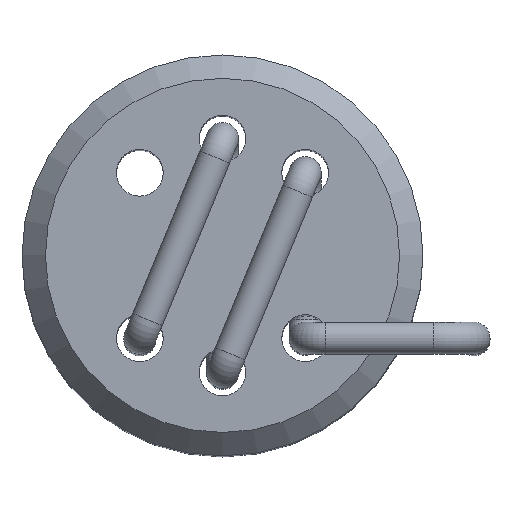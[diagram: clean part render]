
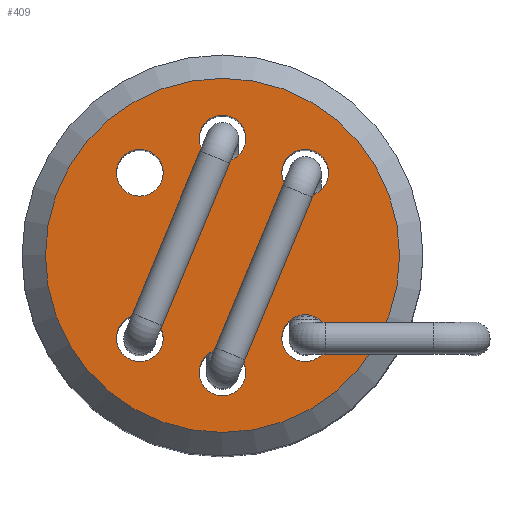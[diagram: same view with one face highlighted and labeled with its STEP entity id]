
A CAD part, top view. The second image highlights one B-rep face of the part: STEP entity #409.
In plain terms, the highlighted face is planar.
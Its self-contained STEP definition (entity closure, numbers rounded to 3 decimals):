
#35=PLANE('',#484);
#79=ORIENTED_EDGE('',*,*,#134,.F.);
#80=ORIENTED_EDGE('',*,*,#136,.F.);
#81=ORIENTED_EDGE('',*,*,#144,.F.);
#82=ORIENTED_EDGE('',*,*,#142,.F.);
#83=ORIENTED_EDGE('',*,*,#140,.F.);
#84=ORIENTED_EDGE('',*,*,#138,.F.);
#85=ORIENTED_EDGE('',*,*,#132,.T.);
#132=EDGE_CURVE('',#170,#170,#208,.T.);
#134=EDGE_CURVE('',#172,#172,#210,.T.);
#136=EDGE_CURVE('',#174,#174,#212,.T.);
#138=EDGE_CURVE('',#176,#176,#214,.T.);
#140=EDGE_CURVE('',#178,#178,#216,.T.);
#142=EDGE_CURVE('',#180,#180,#218,.T.);
#144=EDGE_CURVE('',#182,#182,#220,.T.);
#170=VERTEX_POINT('',#683);
#172=VERTEX_POINT('',#688);
#174=VERTEX_POINT('',#693);
#176=VERTEX_POINT('',#698);
#178=VERTEX_POINT('',#703);
#180=VERTEX_POINT('',#708);
#182=VERTEX_POINT('',#713);
#208=CIRCLE('',#460,2.65);
#210=CIRCLE('',#463,0.35);
#212=CIRCLE('',#466,0.35);
#214=CIRCLE('',#469,0.35);
#216=CIRCLE('',#472,0.35);
#218=CIRCLE('',#475,0.35);
#220=CIRCLE('',#478,0.35);
#269=EDGE_LOOP('',(#79));
#270=EDGE_LOOP('',(#80));
#271=EDGE_LOOP('',(#81));
#272=EDGE_LOOP('',(#82));
#273=EDGE_LOOP('',(#83));
#274=EDGE_LOOP('',(#84));
#275=EDGE_LOOP('',(#85));
#345=FACE_BOUND('',#269,.T.);
#346=FACE_BOUND('',#270,.T.);
#347=FACE_BOUND('',#271,.T.);
#348=FACE_BOUND('',#272,.T.);
#349=FACE_BOUND('',#273,.T.);
#350=FACE_BOUND('',#274,.T.);
#351=FACE_BOUND('',#275,.T.);
#409=ADVANCED_FACE('',(#345,#346,#347,#348,#349,#350,#351),#35,.T.);
#460=AXIS2_PLACEMENT_3D('',#682,#536,#537);
#463=AXIS2_PLACEMENT_3D('',#687,#542,#543);
#466=AXIS2_PLACEMENT_3D('',#692,#548,#549);
#469=AXIS2_PLACEMENT_3D('',#697,#554,#555);
#472=AXIS2_PLACEMENT_3D('',#702,#560,#561);
#475=AXIS2_PLACEMENT_3D('',#707,#566,#567);
#478=AXIS2_PLACEMENT_3D('',#712,#572,#573);
#484=AXIS2_PLACEMENT_3D('',#722,#584,#585);
#536=DIRECTION('',(-1.,0.,0.));
#537=DIRECTION('',(0.,-1.,0.));
#542=DIRECTION('',(-1.,0.,0.));
#543=DIRECTION('',(0.,-1.,0.));
#548=DIRECTION('',(-1.,0.,0.));
#549=DIRECTION('',(0.,-1.,0.));
#554=DIRECTION('',(-1.,0.,0.));
#555=DIRECTION('',(0.,-1.,0.));
#560=DIRECTION('',(-1.,0.,0.));
#561=DIRECTION('',(0.,-1.,0.));
#566=DIRECTION('',(-1.,0.,0.));
#567=DIRECTION('',(0.,-1.,0.));
#572=DIRECTION('',(-1.,0.,0.));
#573=DIRECTION('',(0.,-1.,0.));
#584=DIRECTION('',(-1.,0.,0.));
#585=DIRECTION('',(0.,-1.,0.));
#682=CARTESIAN_POINT('',(-5.,0.,0.));
#683=CARTESIAN_POINT('',(-5.,-2.65,0.));
#687=CARTESIAN_POINT('',(-5.,-1.237,1.237));
#688=CARTESIAN_POINT('',(-5.,-1.587,1.237));
#692=CARTESIAN_POINT('',(-5.,-1.237,-1.237));
#693=CARTESIAN_POINT('',(-5.,-1.587,-1.237));
#697=CARTESIAN_POINT('',(-5.,1.237,-1.237));
#698=CARTESIAN_POINT('',(-5.,0.887,-1.237));
#702=CARTESIAN_POINT('',(-5.,1.237,1.237));
#703=CARTESIAN_POINT('',(-5.,0.887,1.237));
#707=CARTESIAN_POINT('',(-5.,0.,-1.75));
#708=CARTESIAN_POINT('',(-5.,-0.35,-1.75));
#712=CARTESIAN_POINT('',(-5.,0.,1.75));
#713=CARTESIAN_POINT('',(-5.,-0.35,1.75));
#722=CARTESIAN_POINT('',(-5.,0.,0.));
